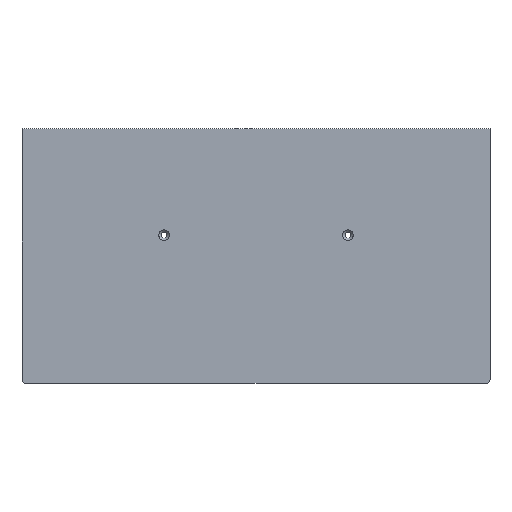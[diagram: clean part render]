
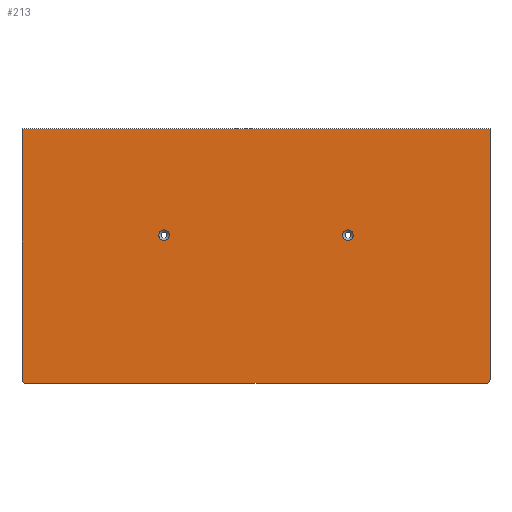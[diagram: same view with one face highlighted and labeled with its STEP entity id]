
A CAD part, top view. The second image highlights one B-rep face of the part: STEP entity #213.
In plain terms, the highlighted planar face has unit normal (0, 0, 1).
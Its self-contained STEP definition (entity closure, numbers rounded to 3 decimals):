
#21=FACE_BOUND('',#46,.T.);
#22=FACE_BOUND('',#47,.T.);
#26=PLANE('',#242);
#33=FACE_OUTER_BOUND('',#45,.T.);
#45=EDGE_LOOP('',(#159,#160,#161,#162,#163,#164));
#46=EDGE_LOOP('',(#165));
#47=EDGE_LOOP('',(#166));
#61=LINE('',#342,#79);
#64=LINE('',#348,#82);
#65=LINE('',#350,#83);
#66=LINE('',#352,#84);
#79=VECTOR('',#275,10.);
#82=VECTOR('',#280,10.);
#83=VECTOR('',#281,10.);
#84=VECTOR('',#282,10.);
#96=CIRCLE('',#240,2.2);
#97=CIRCLE('',#243,2.2);
#98=CIRCLE('',#244,3.);
#99=CIRCLE('',#245,3.);
#107=VERTEX_POINT('',#335);
#108=VERTEX_POINT('',#337);
#109=VERTEX_POINT('',#341);
#111=VERTEX_POINT('',#347);
#112=VERTEX_POINT('',#349);
#113=VERTEX_POINT('',#351);
#114=VERTEX_POINT('',#354);
#115=VERTEX_POINT('',#356);
#125=EDGE_CURVE('',#107,#108,#96,.T.);
#127=EDGE_CURVE('',#109,#108,#61,.T.);
#130=EDGE_CURVE('',#107,#111,#64,.T.);
#131=EDGE_CURVE('',#111,#112,#65,.T.);
#132=EDGE_CURVE('',#112,#113,#66,.T.);
#133=EDGE_CURVE('',#109,#113,#97,.T.);
#134=EDGE_CURVE('',#114,#114,#98,.T.);
#135=EDGE_CURVE('',#115,#115,#99,.T.);
#159=ORIENTED_EDGE('',*,*,#125,.F.);
#160=ORIENTED_EDGE('',*,*,#130,.T.);
#161=ORIENTED_EDGE('',*,*,#131,.T.);
#162=ORIENTED_EDGE('',*,*,#132,.T.);
#163=ORIENTED_EDGE('',*,*,#133,.F.);
#164=ORIENTED_EDGE('',*,*,#127,.T.);
#165=ORIENTED_EDGE('',*,*,#134,.T.);
#166=ORIENTED_EDGE('',*,*,#135,.T.);
#213=ADVANCED_FACE('',(#33,#21,#22),#26,.T.);
#240=AXIS2_PLACEMENT_3D('',#338,#270,#271);
#242=AXIS2_PLACEMENT_3D('',#346,#278,#279);
#243=AXIS2_PLACEMENT_3D('',#353,#283,#284);
#244=AXIS2_PLACEMENT_3D('',#355,#285,#286);
#245=AXIS2_PLACEMENT_3D('',#357,#287,#288);
#270=DIRECTION('center_axis',(0.,0.,-1.));
#271=DIRECTION('ref_axis',(0.707,-0.707,0.));
#275=DIRECTION('',(1.,0.,0.));
#278=DIRECTION('center_axis',(0.,0.,1.));
#279=DIRECTION('ref_axis',(1.,0.,0.));
#280=DIRECTION('',(0.,1.,0.));
#281=DIRECTION('',(-1.,0.,0.));
#282=DIRECTION('',(0.,-1.,0.));
#283=DIRECTION('center_axis',(0.,0.,-1.));
#284=DIRECTION('ref_axis',(-0.707,-0.707,0.));
#285=DIRECTION('center_axis',(0.,0.,-1.));
#286=DIRECTION('ref_axis',(1.,0.,0.));
#287=DIRECTION('center_axis',(0.,0.,-1.));
#288=DIRECTION('ref_axis',(1.,0.,0.));
#335=CARTESIAN_POINT('',(255.745,-16.542,-8.2));
#337=CARTESIAN_POINT('',(253.545,-18.742,-8.2));
#338=CARTESIAN_POINT('Origin',(253.545,-16.542,-8.2));
#341=CARTESIAN_POINT('',(-5.706,-18.742,-8.2));
#342=CARTESIAN_POINT('',(189.832,-18.742,-8.2));
#346=CARTESIAN_POINT('Origin',(123.919,55.646,-8.2));
#347=CARTESIAN_POINT('',(255.745,124.762,-8.2));
#348=CARTESIAN_POINT('',(255.745,92.84,-8.2));
#349=CARTESIAN_POINT('',(-7.906,124.762,-8.2));
#350=CARTESIAN_POINT('',(189.832,124.762,-8.2));
#351=CARTESIAN_POINT('',(-7.906,-16.542,-8.2));
#352=CARTESIAN_POINT('',(-7.906,11.452,-8.2));
#353=CARTESIAN_POINT('Origin',(-5.706,-16.542,-8.2));
#354=CARTESIAN_POINT('',(172.745,64.762,-8.2));
#355=CARTESIAN_POINT('Origin',(175.745,64.762,-8.2));
#356=CARTESIAN_POINT('',(69.094,64.762,-8.2));
#357=CARTESIAN_POINT('Origin',(72.094,64.762,-8.2));
